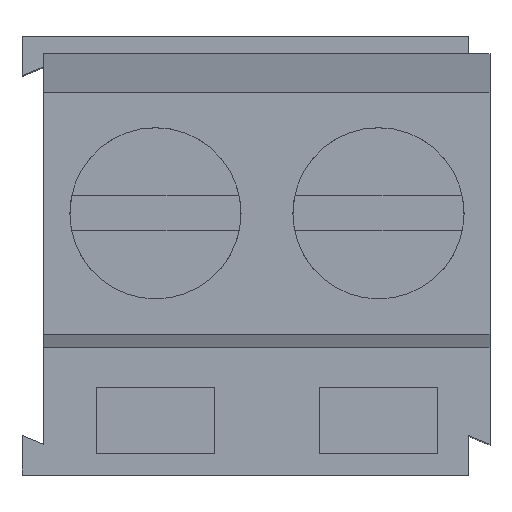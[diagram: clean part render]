
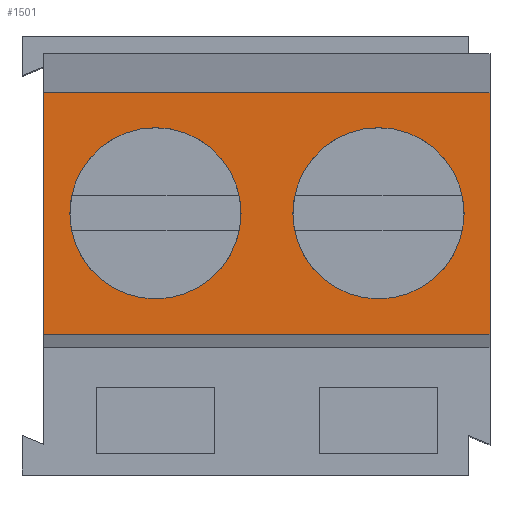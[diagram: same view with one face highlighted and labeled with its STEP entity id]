
A CAD part, top view. The second image highlights one B-rep face of the part: STEP entity #1501.
In plain terms, the highlighted planar face has unit normal (0, 0, 1).
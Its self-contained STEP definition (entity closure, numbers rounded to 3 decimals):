
#80=DIRECTION('',(0.,-1.,0.));
#81=VECTOR('',#80,5.5);
#82=CARTESIAN_POINT('',(-5.08,3.7,0.));
#83=LINE('',#82,#81);
#404=DIRECTION('',(0.,-1.,0.));
#405=VECTOR('',#404,5.5);
#406=CARTESIAN_POINT('',(5.08,3.7,0.));
#407=LINE('',#406,#405);
#428=DIRECTION('',(1.,0.,0.));
#429=VECTOR('',#428,10.16);
#430=CARTESIAN_POINT('',(-5.08,3.7,0.));
#431=LINE('',#430,#429);
#432=CARTESIAN_POINT('',(2.54,0.95,0.));
#433=DIRECTION('',(0.,0.,1.));
#434=DIRECTION('',(1.,0.,0.));
#435=AXIS2_PLACEMENT_3D('',#432,#433,#434);
#437=CARTESIAN_POINT('',(2.54,0.95,0.));
#438=DIRECTION('',(0.,0.,1.));
#439=DIRECTION('',(-1.,0.,0.));
#440=AXIS2_PLACEMENT_3D('',#437,#438,#439);
#442=CARTESIAN_POINT('',(-2.54,0.95,0.));
#443=DIRECTION('',(0.,0.,1.));
#444=DIRECTION('',(1.,0.,0.));
#445=AXIS2_PLACEMENT_3D('',#442,#443,#444);
#447=CARTESIAN_POINT('',(-2.54,0.95,0.));
#448=DIRECTION('',(0.,0.,1.));
#449=DIRECTION('',(-1.,0.,0.));
#450=AXIS2_PLACEMENT_3D('',#447,#448,#449);
#452=DIRECTION('',(1.,0.,0.));
#453=VECTOR('',#452,10.16);
#454=CARTESIAN_POINT('',(-5.08,-1.8,0.));
#455=LINE('',#454,#453);
#796=CARTESIAN_POINT('',(-5.08,3.7,0.));
#797=CARTESIAN_POINT('',(-5.08,-1.8,0.));
#798=VERTEX_POINT('',#796);
#799=VERTEX_POINT('',#797);
#804=CARTESIAN_POINT('',(5.08,3.7,0.));
#805=CARTESIAN_POINT('',(5.08,-1.8,0.));
#806=VERTEX_POINT('',#804);
#807=VERTEX_POINT('',#805);
#812=CARTESIAN_POINT('',(4.49,0.95,0.));
#813=CARTESIAN_POINT('',(0.59,0.95,0.));
#814=VERTEX_POINT('',#812);
#815=VERTEX_POINT('',#813);
#816=CARTESIAN_POINT('',(-0.59,0.95,0.));
#817=CARTESIAN_POINT('',(-4.49,0.95,0.));
#818=VERTEX_POINT('',#816);
#819=VERTEX_POINT('',#817);
#1477=CARTESIAN_POINT('',(-5.08,3.7,0.));
#1478=DIRECTION('',(0.,0.,1.));
#1479=DIRECTION('',(0.,-1.,0.));
#1480=AXIS2_PLACEMENT_3D('',#1477,#1478,#1479);
#1481=PLANE('',#1480);
#1482=ORIENTED_EDGE('',*,*,#1035,.F.);
#1483=ORIENTED_EDGE('',*,*,#1472,.T.);
#1484=ORIENTED_EDGE('',*,*,#1441,.T.);
#1486=ORIENTED_EDGE('',*,*,#1485,.F.);
#1487=EDGE_LOOP('',(#1482,#1483,#1484,#1486));
#1488=FACE_OUTER_BOUND('',#1487,.F.);
#1490=ORIENTED_EDGE('',*,*,#1489,.T.);
#1492=ORIENTED_EDGE('',*,*,#1491,.T.);
#1493=EDGE_LOOP('',(#1490,#1492));
#1494=FACE_BOUND('',#1493,.F.);
#1496=ORIENTED_EDGE('',*,*,#1495,.T.);
#1498=ORIENTED_EDGE('',*,*,#1497,.T.);
#1499=EDGE_LOOP('',(#1496,#1498));
#1500=FACE_BOUND('',#1499,.F.);
#1501=ADVANCED_FACE('',(#1488,#1494,#1500),#1481,.T.);
#436=CIRCLE('',#435,1.95);
#441=CIRCLE('',#440,1.95);
#446=CIRCLE('',#445,1.95);
#451=CIRCLE('',#450,1.95);
#1035=EDGE_CURVE('',#798,#799,#83,.T.);
#1441=EDGE_CURVE('',#806,#807,#407,.T.);
#1472=EDGE_CURVE('',#798,#806,#431,.T.);
#1485=EDGE_CURVE('',#799,#807,#455,.T.);
#1489=EDGE_CURVE('',#814,#815,#436,.T.);
#1491=EDGE_CURVE('',#815,#814,#441,.T.);
#1495=EDGE_CURVE('',#818,#819,#446,.T.);
#1497=EDGE_CURVE('',#819,#818,#451,.T.);
